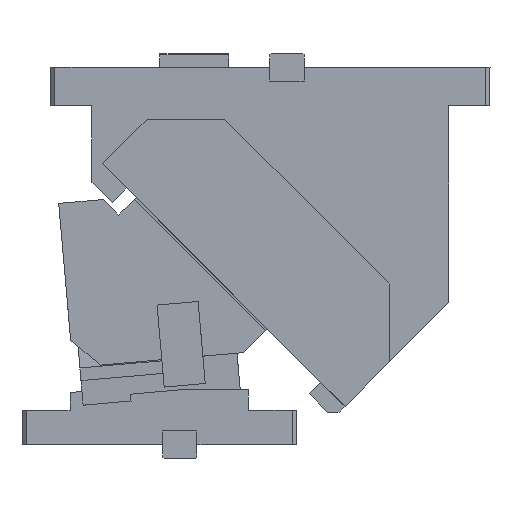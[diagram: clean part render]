
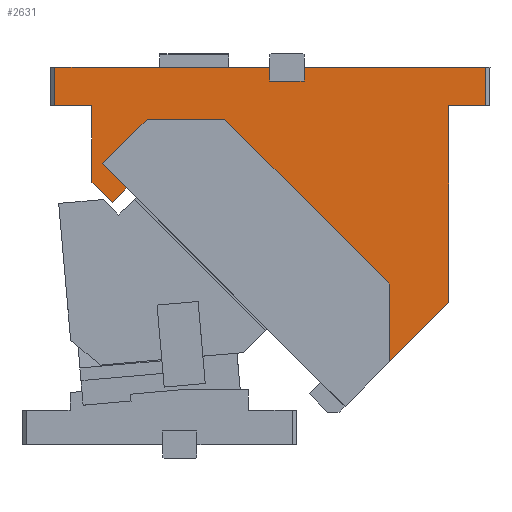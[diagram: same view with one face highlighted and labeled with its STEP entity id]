
A CAD part, left-side view. The second image highlights one B-rep face of the part: STEP entity #2631.
In plain terms, the highlighted planar face has unit normal (-1, 0, 0).
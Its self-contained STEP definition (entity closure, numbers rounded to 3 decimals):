
#396=CARTESIAN_POINT('Vertex',(176.351,534.692,-37.696)) ;
#399=CARTESIAN_POINT('Line Origine',(176.351,562.977,-37.696)) ;
#403=CARTESIAN_POINT('Vertex',(176.351,591.261,-37.696)) ;
#434=CARTESIAN_POINT('Vertex',(176.351,414.484,-157.904)) ;
#437=CARTESIAN_POINT('Line Origine',(176.351,474.588,-97.8)) ;
#494=CARTESIAN_POINT('Line Origine',(176.351,607.524,-53.959)) ;
#498=CARTESIAN_POINT('Vertex',(176.351,623.788,-70.223)) ;
#653=CARTESIAN_POINT('Line Origine',(176.351,624.048,-91.191)) ;
#657=CARTESIAN_POINT('Vertex',(176.351,616.707,-98.532)) ;
#659=CARTESIAN_POINT('Vertex',(176.351,631.389,-83.85)) ;
#828=CARTESIAN_POINT('Line Origine',(176.351,371.389,-99.667)) ;
#832=CARTESIAN_POINT('Vertex',(176.351,371.389,-28.)) ;
#834=CARTESIAN_POINT('Vertex',(176.351,371.389,-171.333)) ;
#1234=CARTESIAN_POINT('Vertex',(176.351,631.389,-28.)) ;
#1242=CARTESIAN_POINT('Line Origine',(176.351,631.389,-55.925)) ;
#1300=CARTESIAN_POINT('Line Origine',(176.351,614.94,-79.07)) ;
#1304=CARTESIAN_POINT('Vertex',(176.351,606.093,-87.918)) ;
#1469=CARTESIAN_POINT('Control Point',(176.351,414.484,-214.429)) ;
#1470=CARTESIAN_POINT('Control Point',(176.351,371.389,-171.333)) ;
#1471=CARTESIAN_POINT('Vertex',(176.351,414.484,-214.429)) ;
#1539=CARTESIAN_POINT('Line Origine',(176.351,414.484,-186.166)) ;
#1873=CARTESIAN_POINT('Line Origine',(176.351,476.889,-5.)) ;
#1877=CARTESIAN_POINT('Vertex',(176.351,476.889,0.)) ;
#1879=CARTESIAN_POINT('Vertex',(176.351,476.889,-10.)) ;
#1908=CARTESIAN_POINT('Line Origine',(176.351,489.389,-10.)) ;
#1912=CARTESIAN_POINT('Vertex',(176.351,501.889,-10.)) ;
#1945=CARTESIAN_POINT('Vertex',(176.351,501.889,0.)) ;
#1948=CARTESIAN_POINT('Line Origine',(176.351,501.889,-5.)) ;
#2381=CARTESIAN_POINT('Line Origine',(176.351,644.889,-28.)) ;
#2385=CARTESIAN_POINT('Vertex',(176.351,658.389,-28.)) ;
#2439=CARTESIAN_POINT('Line Origine',(176.351,580.139,0.)) ;
#2443=CARTESIAN_POINT('Vertex',(176.351,658.389,0.)) ;
#2488=CARTESIAN_POINT('Line Origine',(176.351,658.389,-107.214)) ;
#2581=CARTESIAN_POINT('Axis2P3D Location',(176.351,485.583,-85.163)) ;
#2586=CARTESIAN_POINT('Line Origine',(176.351,344.389,-14.)) ;
#2590=CARTESIAN_POINT('Vertex',(176.351,344.389,0.)) ;
#2592=CARTESIAN_POINT('Vertex',(176.351,344.389,-28.)) ;
#2595=CARTESIAN_POINT('Line Origine',(176.351,410.639,0.)) ;
#2600=CARTESIAN_POINT('Line Origine',(176.351,611.4,-93.225)) ;
#2605=CARTESIAN_POINT('Line Origine',(176.351,357.889,-28.)) ;
#400=DIRECTION('Vector Direction',(0.,-1.,0.)) ;
#438=DIRECTION('Vector Direction',(0.,-0.707,-0.707)) ;
#495=DIRECTION('Vector Direction',(0.,-0.707,0.707)) ;
#654=DIRECTION('Vector Direction',(0.,0.707,0.707)) ;
#829=DIRECTION('Vector Direction',(0.,0.,-1.)) ;
#1243=DIRECTION('Vector Direction',(0.,0.,1.)) ;
#1301=DIRECTION('Vector Direction',(0.,0.707,0.707)) ;
#1540=DIRECTION('Vector Direction',(0.,0.,-1.)) ;
#1874=DIRECTION('Vector Direction',(0.,0.,-1.)) ;
#1909=DIRECTION('Vector Direction',(0.,-1.,0.)) ;
#1949=DIRECTION('Vector Direction',(0.,0.,-1.)) ;
#2382=DIRECTION('Vector Direction',(0.,-1.,0.)) ;
#2440=DIRECTION('Vector Direction',(0.,-1.,0.)) ;
#2489=DIRECTION('Vector Direction',(0.,0.,-1.)) ;
#2582=DIRECTION('Axis2P3D Direction',(1.,0.,0.)) ;
#2583=DIRECTION('Axis2P3D XDirection',(0.,1.,0.)) ;
#2587=DIRECTION('Vector Direction',(0.,0.,1.)) ;
#2596=DIRECTION('Vector Direction',(0.,-1.,0.)) ;
#2601=DIRECTION('Vector Direction',(0.,0.707,-0.707)) ;
#2606=DIRECTION('Vector Direction',(0.,-1.,0.)) ;
#2584=AXIS2_PLACEMENT_3D('Plane Axis2P3D',#2581,#2582,#2583) ;
#2611=ORIENTED_EDGE('',*,*,#2594,.F.) ;
#2612=ORIENTED_EDGE('',*,*,#2599,.F.) ;
#2613=ORIENTED_EDGE('',*,*,#1881,.T.) ;
#2614=ORIENTED_EDGE('',*,*,#1914,.F.) ;
#2615=ORIENTED_EDGE('',*,*,#1952,.F.) ;
#2616=ORIENTED_EDGE('',*,*,#2445,.F.) ;
#2617=ORIENTED_EDGE('',*,*,#2492,.F.) ;
#2618=ORIENTED_EDGE('',*,*,#2387,.T.) ;
#2619=ORIENTED_EDGE('',*,*,#1246,.F.) ;
#2620=ORIENTED_EDGE('',*,*,#661,.F.) ;
#2621=ORIENTED_EDGE('',*,*,#2604,.F.) ;
#2622=ORIENTED_EDGE('',*,*,#1306,.T.) ;
#2623=ORIENTED_EDGE('',*,*,#500,.T.) ;
#2624=ORIENTED_EDGE('',*,*,#405,.T.) ;
#2625=ORIENTED_EDGE('',*,*,#441,.T.) ;
#2626=ORIENTED_EDGE('',*,*,#1543,.T.) ;
#2627=ORIENTED_EDGE('',*,*,#1473,.F.) ;
#2628=ORIENTED_EDGE('',*,*,#836,.F.) ;
#2629=ORIENTED_EDGE('',*,*,#2609,.T.) ;
#401=VECTOR('Line Direction',#400,1.) ;
#439=VECTOR('Line Direction',#438,1.) ;
#496=VECTOR('Line Direction',#495,1.) ;
#655=VECTOR('Line Direction',#654,1.) ;
#830=VECTOR('Line Direction',#829,1.) ;
#1244=VECTOR('Line Direction',#1243,1.) ;
#1302=VECTOR('Line Direction',#1301,1.) ;
#1541=VECTOR('Line Direction',#1540,1.) ;
#1875=VECTOR('Line Direction',#1874,1.) ;
#1910=VECTOR('Line Direction',#1909,1.) ;
#1950=VECTOR('Line Direction',#1949,1.) ;
#2383=VECTOR('Line Direction',#2382,1.) ;
#2441=VECTOR('Line Direction',#2440,1.) ;
#2490=VECTOR('Line Direction',#2489,1.) ;
#2588=VECTOR('Line Direction',#2587,1.) ;
#2597=VECTOR('Line Direction',#2596,1.) ;
#2602=VECTOR('Line Direction',#2601,1.) ;
#2607=VECTOR('Line Direction',#2606,1.) ;
#2631=ADVANCED_FACE('CAM HOLDER',(#2630),#2585,.F.) ;
#1468=B_SPLINE_CURVE_WITH_KNOTS('',1,(#1469,#1470),.UNSPECIFIED.,.F.,.U.,(2,2),(0.,60.946),.UNSPECIFIED.) ;
#405=EDGE_CURVE('',#404,#397,#402,.T.) ;
#441=EDGE_CURVE('',#397,#435,#440,.T.) ;
#500=EDGE_CURVE('',#499,#404,#497,.T.) ;
#661=EDGE_CURVE('',#658,#660,#656,.T.) ;
#836=EDGE_CURVE('',#833,#835,#831,.T.) ;
#1246=EDGE_CURVE('',#660,#1235,#1245,.T.) ;
#1306=EDGE_CURVE('',#1305,#499,#1303,.T.) ;
#1473=EDGE_CURVE('',#835,#1472,#1468,.F.) ;
#1543=EDGE_CURVE('',#435,#1472,#1542,.T.) ;
#1881=EDGE_CURVE('',#1878,#1880,#1876,.T.) ;
#1914=EDGE_CURVE('',#1913,#1880,#1911,.T.) ;
#1952=EDGE_CURVE('',#1946,#1913,#1951,.T.) ;
#2387=EDGE_CURVE('',#2386,#1235,#2384,.T.) ;
#2445=EDGE_CURVE('',#2444,#1946,#2442,.T.) ;
#2492=EDGE_CURVE('',#2386,#2444,#2491,.F.) ;
#2594=EDGE_CURVE('',#2591,#2593,#2589,.F.) ;
#2599=EDGE_CURVE('',#1878,#2591,#2598,.T.) ;
#2604=EDGE_CURVE('',#1305,#658,#2603,.T.) ;
#2609=EDGE_CURVE('',#833,#2593,#2608,.T.) ;
#2610=EDGE_LOOP('',(#2611,#2612,#2613,#2614,#2615,#2616,#2617,#2618,#2619,#2620,#2621,#2622,#2623,#2624,#2625,#2626,#2627,#2628,#2629)) ;
#2630=FACE_OUTER_BOUND('',#2610,.T.) ;
#402=LINE('Line',#399,#401) ;
#440=LINE('Line',#437,#439) ;
#497=LINE('Line',#494,#496) ;
#656=LINE('Line',#653,#655) ;
#831=LINE('Line',#828,#830) ;
#1245=LINE('Line',#1242,#1244) ;
#1303=LINE('Line',#1300,#1302) ;
#1542=LINE('Line',#1539,#1541) ;
#1876=LINE('Line',#1873,#1875) ;
#1911=LINE('Line',#1908,#1910) ;
#1951=LINE('Line',#1948,#1950) ;
#2384=LINE('Line',#2381,#2383) ;
#2442=LINE('Line',#2439,#2441) ;
#2491=LINE('Line',#2488,#2490) ;
#2589=LINE('Line',#2586,#2588) ;
#2598=LINE('Line',#2595,#2597) ;
#2603=LINE('Line',#2600,#2602) ;
#2608=LINE('Line',#2605,#2607) ;
#2585=PLANE('Plane',#2584) ;
#397=VERTEX_POINT('',#396) ;
#404=VERTEX_POINT('',#403) ;
#435=VERTEX_POINT('',#434) ;
#499=VERTEX_POINT('',#498) ;
#658=VERTEX_POINT('',#657) ;
#660=VERTEX_POINT('',#659) ;
#833=VERTEX_POINT('',#832) ;
#835=VERTEX_POINT('',#834) ;
#1235=VERTEX_POINT('',#1234) ;
#1305=VERTEX_POINT('',#1304) ;
#1472=VERTEX_POINT('',#1471) ;
#1878=VERTEX_POINT('',#1877) ;
#1880=VERTEX_POINT('',#1879) ;
#1913=VERTEX_POINT('',#1912) ;
#1946=VERTEX_POINT('',#1945) ;
#2386=VERTEX_POINT('',#2385) ;
#2444=VERTEX_POINT('',#2443) ;
#2591=VERTEX_POINT('',#2590) ;
#2593=VERTEX_POINT('',#2592) ;
